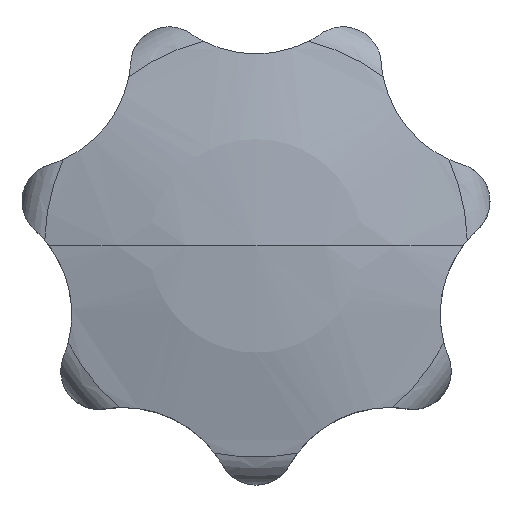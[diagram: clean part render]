
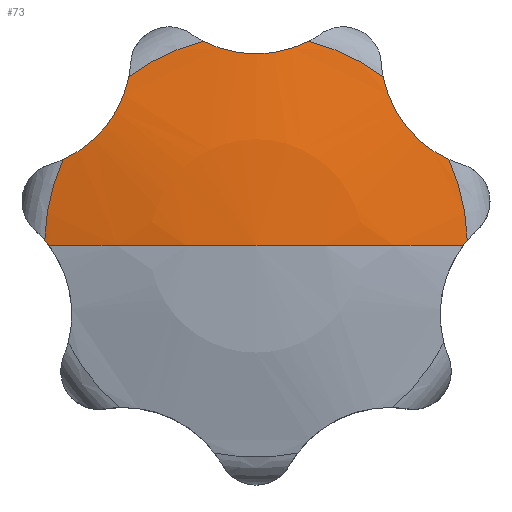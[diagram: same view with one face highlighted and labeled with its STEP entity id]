
A CAD part, top view. The second image highlights one B-rep face of the part: STEP entity #73.
In plain terms, the highlighted spherical face has radius 40 mm.
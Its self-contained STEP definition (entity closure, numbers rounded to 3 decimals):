
#73=ADVANCED_FACE('',(#181),#182,.T.);
#181=FACE_OUTER_BOUND('',#323,.T.);
#182=SPHERICAL_SURFACE('',#324,40.);
#323=EDGE_LOOP('',(#473,#474,#475,#476,#477,#478,#479,#480,#481,#482,#483));
#324=AXIS2_PLACEMENT_3D('',#484,#485,#486);
#473=ORIENTED_EDGE('',*,*,#902,.F.);
#474=ORIENTED_EDGE('',*,*,#903,.F.);
#475=ORIENTED_EDGE('',*,*,#904,.T.);
#476=ORIENTED_EDGE('',*,*,#905,.T.);
#477=ORIENTED_EDGE('',*,*,#906,.T.);
#478=ORIENTED_EDGE('',*,*,#907,.T.);
#479=ORIENTED_EDGE('',*,*,#908,.T.);
#480=ORIENTED_EDGE('',*,*,#909,.T.);
#481=ORIENTED_EDGE('',*,*,#910,.T.);
#482=ORIENTED_EDGE('',*,*,#911,.T.);
#483=ORIENTED_EDGE('',*,*,#912,.T.);
#484=CARTESIAN_POINT('',(0.,0.,-22.));
#485=DIRECTION('',(0.,0.,1.0));
#486=DIRECTION('',(1.0,0.,0.0));
#902=EDGE_CURVE('',#1088,#1089,#1090,.T.);
#903=EDGE_CURVE('',#1091,#1088,#1092,.T.);
#904=EDGE_CURVE('',#1091,#1093,#1094,.T.);
#905=EDGE_CURVE('',#1093,#1095,#1096,.T.);
#906=EDGE_CURVE('',#1095,#1097,#1098,.T.);
#907=EDGE_CURVE('',#1097,#1099,#1100,.T.);
#908=EDGE_CURVE('',#1099,#1101,#1102,.T.);
#909=EDGE_CURVE('',#1101,#1103,#1104,.T.);
#910=EDGE_CURVE('',#1103,#1105,#1106,.T.);
#911=EDGE_CURVE('',#1105,#1107,#1108,.T.);
#912=EDGE_CURVE('',#1107,#1089,#1109,.T.);
#1088=VERTEX_POINT('',#1407);
#1089=VERTEX_POINT('',#1408);
#1090=CIRCLE('',#1409,40.);
#1091=VERTEX_POINT('',#1410);
#1092=CIRCLE('',#1411,40.);
#1093=VERTEX_POINT('',#1412);
#1094=B_SPLINE_CURVE_WITH_KNOTS('',3,(#1413,#1414,#1415,#1416,#1417,#1418,#1419,#1420,#1421,#1422,#1423,#1424,#1425,#1426),.UNSPECIFIED.,.F.,.F.,(4,2,2,2,2,2,4),(-6.308,-5.707,-4.536,-3.402,-2.268,-1.134,-0.779),.UNSPECIFIED.);
#1095=VERTEX_POINT('',#1427);
#1096=CIRCLE('',#1428,11.053);
#1097=VERTEX_POINT('',#1429);
#1098=B_SPLINE_CURVE_WITH_KNOTS('',3,(#1430,#1431,#1432,#1433,#1434,#1435,#1436,#1437,#1438,#1439,#1440,#1441,#1442,#1443),.UNSPECIFIED.,.F.,.F.,(4,2,2,2,2,2,4),(-6.308,-5.707,-4.536,-3.402,-2.268,-1.134,-0.779),.UNSPECIFIED.);
#1099=VERTEX_POINT('',#1444);
#1100=CIRCLE('',#1445,11.053);
#1101=VERTEX_POINT('',#1446);
#1102=B_SPLINE_CURVE_WITH_KNOTS('',3,(#1447,#1448,#1449,#1450,#1451,#1452,#1453,#1454,#1455,#1456,#1457,#1458,#1459,#1460),.UNSPECIFIED.,.F.,.F.,(4,2,2,2,2,2,4),(-6.308,-5.707,-4.536,-3.402,-2.268,-1.134,-0.779),.UNSPECIFIED.);
#1103=VERTEX_POINT('',#1461);
#1104=CIRCLE('',#1462,11.053);
#1105=VERTEX_POINT('',#1463);
#1106=B_SPLINE_CURVE_WITH_KNOTS('',3,(#1464,#1465,#1466,#1467,#1468,#1469,#1470,#1471,#1472,#1473,#1474,#1475,#1476,#1477),.UNSPECIFIED.,.F.,.F.,(4,2,2,2,2,2,4),(-6.308,-5.707,-4.536,-3.402,-2.268,-1.134,-0.779),.UNSPECIFIED.);
#1107=VERTEX_POINT('',#1478);
#1108=CIRCLE('',#1479,11.053);
#1109=B_SPLINE_CURVE_WITH_KNOTS('',3,(#1480,#1481,#1482,#1483,#1484,#1485,#1486,#1487,#1488,#1489,#1490,#1491,#1492,#1493),.UNSPECIFIED.,.F.,.F.,(4,2,2,2,2,2,4),(-6.308,-5.707,-4.536,-3.402,-2.268,-1.134,-0.779),.UNSPECIFIED.);
#1407=CARTESIAN_POINT('',(0.,0.,18.));
#1408=CARTESIAN_POINT('',(-10.811,0.,16.511));
#1409=AXIS2_PLACEMENT_3D('',#2127,#2128,#2129);
#1410=CARTESIAN_POINT('',(10.811,0.,16.511));
#1411=AXIS2_PLACEMENT_3D('',#2130,#2131,#2132);
#1412=CARTESIAN_POINT('',(11.049,0.301,16.443));
#1413=CARTESIAN_POINT('',(9.824,-5.065,16.443));
#1414=CARTESIAN_POINT('',(9.772,-4.864,16.482));
#1415=CARTESIAN_POINT('',(9.731,-4.66,16.518));
#1416=CARTESIAN_POINT('',(9.641,-4.057,16.61));
#1417=CARTESIAN_POINT('',(9.622,-3.656,16.655));
#1418=CARTESIAN_POINT('',(9.661,-2.89,16.71));
#1419=CARTESIAN_POINT('',(9.716,-2.503,16.723));
#1420=CARTESIAN_POINT('',(9.907,-1.737,16.717));
#1421=CARTESIAN_POINT('',(10.042,-1.358,16.697));
#1422=CARTESIAN_POINT('',(10.383,-0.639,16.626));
#1423=CARTESIAN_POINT('',(10.589,-0.297,16.574));
#1424=CARTESIAN_POINT('',(10.895,0.114,16.488));
#1425=CARTESIAN_POINT('',(10.971,0.209,16.466));
#1426=CARTESIAN_POINT('',(11.049,0.301,16.443));
#1427=CARTESIAN_POINT('',(10.085,4.523,16.443));
#1428=AXIS2_PLACEMENT_3D('',#2133,#2134,#2135);
#1429=CARTESIAN_POINT('',(6.653,8.826,16.443));
#1430=CARTESIAN_POINT('',(10.085,4.523,16.443));
#1431=CARTESIAN_POINT('',(9.895,4.608,16.482));
#1432=CARTESIAN_POINT('',(9.71,4.702,16.518));
#1433=CARTESIAN_POINT('',(9.183,5.008,16.61));
#1434=CARTESIAN_POINT('',(8.857,5.244,16.655));
#1435=CARTESIAN_POINT('',(8.283,5.751,16.71));
#1436=CARTESIAN_POINT('',(8.015,6.036,16.723));
#1437=CARTESIAN_POINT('',(7.535,6.663,16.717));
#1438=CARTESIAN_POINT('',(7.323,7.004,16.697));
#1439=CARTESIAN_POINT('',(6.973,7.719,16.626));
#1440=CARTESIAN_POINT('',(6.835,8.094,16.574));
#1441=CARTESIAN_POINT('',(6.704,8.589,16.488));
#1442=CARTESIAN_POINT('',(6.677,8.708,16.466));
#1443=CARTESIAN_POINT('',(6.653,8.826,16.443));
#1444=CARTESIAN_POINT('',(2.752,10.705,16.443));
#1445=AXIS2_PLACEMENT_3D('',#2136,#2137,#2138);
#1446=CARTESIAN_POINT('',(-2.752,10.705,16.443));
#1447=CARTESIAN_POINT('',(2.752,10.705,16.443));
#1448=CARTESIAN_POINT('',(2.567,10.609,16.482));
#1449=CARTESIAN_POINT('',(2.378,10.524,16.518));
#1450=CARTESIAN_POINT('',(1.81,10.302,16.61));
#1451=CARTESIAN_POINT('',(1.423,10.194,16.655));
#1452=CARTESIAN_POINT('',(0.668,10.062,16.71));
#1453=CARTESIAN_POINT('',(0.278,10.03,16.723));
#1454=CARTESIAN_POINT('',(-0.511,10.045,16.717));
#1455=CARTESIAN_POINT('',(-0.91,10.092,16.697));
#1456=CARTESIAN_POINT('',(-1.687,10.265,16.626));
#1457=CARTESIAN_POINT('',(-2.067,10.39,16.574));
#1458=CARTESIAN_POINT('',(-2.535,10.597,16.488));
#1459=CARTESIAN_POINT('',(-2.645,10.649,16.466));
#1460=CARTESIAN_POINT('',(-2.752,10.705,16.443));
#1461=CARTESIAN_POINT('',(-6.653,8.826,16.443));
#1462=AXIS2_PLACEMENT_3D('',#2139,#2140,#2141);
#1463=CARTESIAN_POINT('',(-10.085,4.523,16.443));
#1464=CARTESIAN_POINT('',(-6.653,8.826,16.443));
#1465=CARTESIAN_POINT('',(-6.694,8.622,16.482));
#1466=CARTESIAN_POINT('',(-6.745,8.42,16.518));
#1467=CARTESIAN_POINT('',(-6.926,7.838,16.61));
#1468=CARTESIAN_POINT('',(-7.083,7.468,16.655));
#1469=CARTESIAN_POINT('',(-7.45,6.796,16.71));
#1470=CARTESIAN_POINT('',(-7.668,6.471,16.723));
#1471=CARTESIAN_POINT('',(-8.172,5.863,16.717));
#1472=CARTESIAN_POINT('',(-8.458,5.581,16.697));
#1473=CARTESIAN_POINT('',(-9.077,5.081,16.626));
#1474=CARTESIAN_POINT('',(-9.412,4.862,16.574));
#1475=CARTESIAN_POINT('',(-9.866,4.625,16.488));
#1476=CARTESIAN_POINT('',(-9.975,4.572,16.466));
#1477=CARTESIAN_POINT('',(-10.085,4.523,16.443));
#1478=CARTESIAN_POINT('',(-11.049,0.301,16.443));
#1479=AXIS2_PLACEMENT_3D('',#2142,#2143,#2144);
#1480=CARTESIAN_POINT('',(-11.049,0.301,16.443));
#1481=CARTESIAN_POINT('',(-10.915,0.142,16.482));
#1482=CARTESIAN_POINT('',(-10.789,-0.024,16.518));
#1483=CARTESIAN_POINT('',(-10.446,-0.528,16.61));
#1484=CARTESIAN_POINT('',(-10.255,-0.881,16.655));
#1485=CARTESIAN_POINT('',(-9.958,-1.588,16.71));
#1486=CARTESIAN_POINT('',(-9.84,-1.961,16.723));
#1487=CARTESIAN_POINT('',(-9.679,-2.734,16.717));
#1488=CARTESIAN_POINT('',(-9.637,-3.133,16.697));
#1489=CARTESIAN_POINT('',(-9.632,-3.929,16.626));
#1490=CARTESIAN_POINT('',(-9.67,-4.327,16.574));
#1491=CARTESIAN_POINT('',(-9.767,-4.83,16.488));
#1492=CARTESIAN_POINT('',(-9.794,-4.948,16.466));
#1493=CARTESIAN_POINT('',(-9.824,-5.065,16.443));
#2127=CARTESIAN_POINT('',(0.,0.,-22.));
#2128=DIRECTION('',(0.,-1.0,0.));
#2129=DIRECTION('',(0.0,0.,1.0));
#2130=CARTESIAN_POINT('',(0.,0.,-22.));
#2131=DIRECTION('',(0.,-1.0,0.));
#2132=DIRECTION('',(0.0,0.,1.0));
#2133=CARTESIAN_POINT('',(0.,0.,16.443));
#2134=DIRECTION('',(0.,0.,1.0));
#2135=DIRECTION('',(-1.0,0.,0.));
#2136=CARTESIAN_POINT('',(0.,0.,16.443));
#2137=DIRECTION('',(0.,0.,1.0));
#2138=DIRECTION('',(-1.0,0.,0.));
#2139=CARTESIAN_POINT('',(0.,0.,16.443));
#2140=DIRECTION('',(0.,0.,1.0));
#2141=DIRECTION('',(-1.0,0.,0.));
#2142=CARTESIAN_POINT('',(0.,0.,16.443));
#2143=DIRECTION('',(0.,0.,1.0));
#2144=DIRECTION('',(-1.0,0.,0.));
